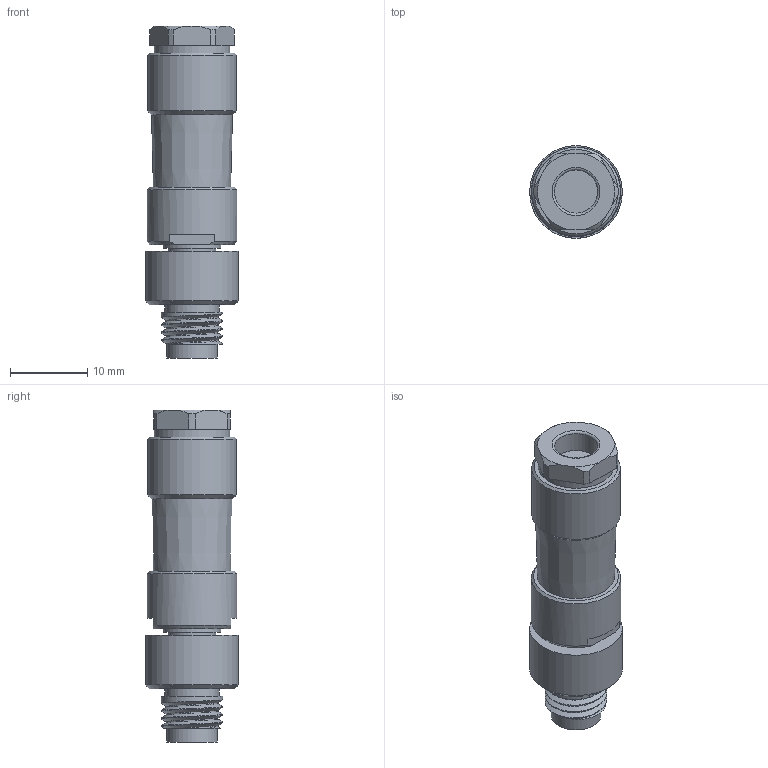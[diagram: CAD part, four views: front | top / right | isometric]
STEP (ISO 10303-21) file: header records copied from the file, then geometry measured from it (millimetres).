
FILE_DESCRIPTION(/* description */ (''),/* implementation_level */ '2;1');
FILE_NAME(/* name */ 'SZ3212-0-L.stp',/* time_stamp */ '2018-07-31T11:20:21+08:00',/* author */ (''),/* organization */ (''),/* preprocessor_version */ 'ST-DEVELOPER v14',/* originating_system */ 'SIEMENS PLM Software NX 8.0',/* authorisation */ '');
FILE_SCHEMA (('AUTOMOTIVE_DESIGN { 1 0 10303 214 3 1 1 1 }'));
Length unit declared in the file: millimetre
Products named in the file (1): DELL0534A82Dpj9a
Bounding box: 12 x 12 x 43 mm (x, y, z)
Volume: 3477.7 mm3; surface area: 2840 mm2
Topology: 1 solids, 2 shells, 85 faces, 187 edges, 122 vertices
Faces by surface type: plane 31, cylinder 31, cone 16, sphere 3, torus 2, bspline 2
Full cylindrical faces by diameter (mm): 1 x3, 1.1 x3, 5.5 x1, 5.6 x1, 6.2 x1, 6.3 x2, 6.5 x1, 7 x2, 7.5 x1, 7.7 x1, 9 x2, 9.2 x1, 9.8 x1, 11.5 x1, 11.6 x1, 12 x1
Entity records: 3527 total; most frequent: CARTESIAN_POINT 1533, DIRECTION 361, ORIENTED_EDGE 278, AXIS2_PLACEMENT_3D 163, EDGE_LOOP 139, EDGE_CURVE 139, VERTEX_POINT 110, FACE_BOUND 106
